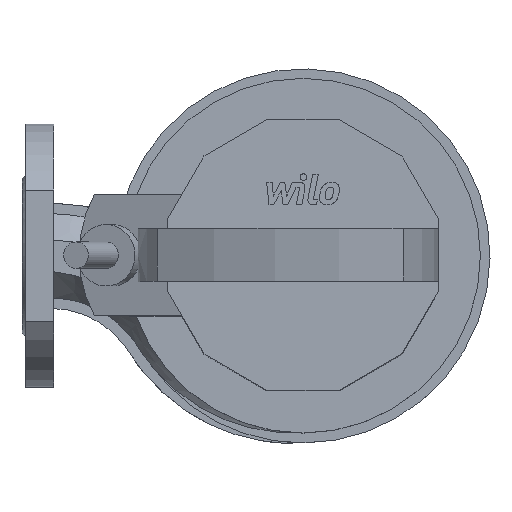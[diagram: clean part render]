
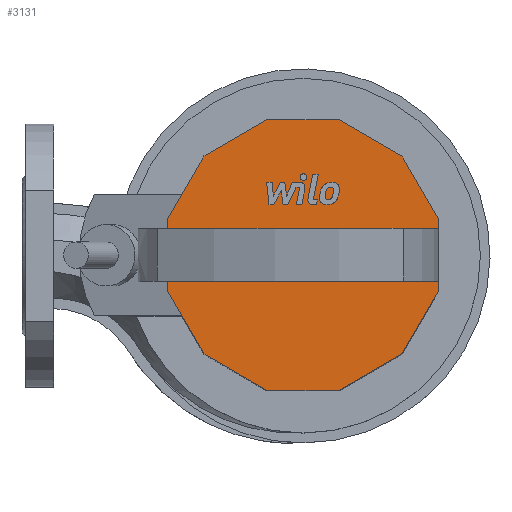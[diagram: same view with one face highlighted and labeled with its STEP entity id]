
A CAD part, top view. The second image highlights one B-rep face of the part: STEP entity #3131.
In plain terms, the highlighted planar face has unit normal (0, 0, 1).
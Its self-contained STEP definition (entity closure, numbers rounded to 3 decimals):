
#221=LINE('',#6325,#489);
#222=LINE('',#6333,#490);
#223=LINE('',#6342,#491);
#226=LINE('',#6354,#494);
#233=LINE('',#6403,#501);
#235=LINE('',#6407,#503);
#242=LINE('',#6428,#510);
#250=LINE('',#6445,#518);
#254=LINE('',#6452,#522);
#257=LINE('',#6458,#525);
#258=LINE('',#6463,#526);
#261=LINE('',#6469,#529);
#264=LINE('',#6475,#532);
#267=LINE('',#6481,#535);
#270=LINE('',#6486,#538);
#271=LINE('',#6488,#539);
#274=LINE('',#6494,#542);
#277=LINE('',#6500,#545);
#280=LINE('',#6506,#548);
#283=LINE('',#6511,#551);
#489=VECTOR('',#3800,4.475);
#490=VECTOR('',#3807,15.);
#491=VECTOR('',#3816,4.475);
#494=VECTOR('',#3825,15.);
#501=VECTOR('',#3846,30.);
#503=VECTOR('',#3852,30.);
#510=VECTOR('',#3871,5.632);
#518=VECTOR('',#3887,41.264);
#522=VECTOR('',#3893,5.632);
#525=VECTOR('',#3898,41.264);
#526=VECTOR('',#3905,41.264);
#529=VECTOR('',#3910,41.264);
#532=VECTOR('',#3915,41.264);
#535=VECTOR('',#3920,41.264);
#538=VECTOR('',#3925,5.632);
#539=VECTOR('',#3926,5.632);
#542=VECTOR('',#3931,41.264);
#545=VECTOR('',#3936,41.264);
#548=VECTOR('',#3941,41.264);
#551=VECTOR('',#3946,41.264);
#857=FACE_OUTER_BOUND('',#1049,.T.);
#1049=EDGE_LOOP('',(#2480,#2481,#2482,#2483,#2484,#2485,#2486,#2487,#2488,
#2489,#2490,#2491,#2492,#2493,#2494,#2495,#2496,#2497,#2498,#2499));
#1363=VERTEX_POINT('',#6322);
#1364=VERTEX_POINT('',#6324);
#1367=VERTEX_POINT('',#6330);
#1368=VERTEX_POINT('',#6332);
#1371=VERTEX_POINT('',#6340);
#1372=VERTEX_POINT('',#6341);
#1377=VERTEX_POINT('',#6351);
#1378=VERTEX_POINT('',#6353);
#1390=VERTEX_POINT('',#6427);
#1395=VERTEX_POINT('',#6444);
#1397=VERTEX_POINT('',#6450);
#1399=VERTEX_POINT('',#6456);
#1400=VERTEX_POINT('',#6462);
#1402=VERTEX_POINT('',#6468);
#1404=VERTEX_POINT('',#6474);
#1406=VERTEX_POINT('',#6480);
#1408=VERTEX_POINT('',#6487);
#1410=VERTEX_POINT('',#6493);
#1412=VERTEX_POINT('',#6499);
#1414=VERTEX_POINT('',#6505);
#1725=EDGE_CURVE('',#1364,#1363,#221,.T.);
#1729=EDGE_CURVE('',#1368,#1367,#222,.T.);
#1733=EDGE_CURVE('',#1371,#1372,#223,.T.);
#1739=EDGE_CURVE('',#1378,#1377,#226,.T.);
#1750=EDGE_CURVE('',#1372,#1364,#233,.T.);
#1752=EDGE_CURVE('',#1367,#1378,#235,.T.);
#1762=EDGE_CURVE('',#1371,#1390,#242,.T.);
#1770=EDGE_CURVE('',#1390,#1395,#250,.T.);
#1774=EDGE_CURVE('',#1397,#1363,#254,.T.);
#1777=EDGE_CURVE('',#1399,#1397,#257,.T.);
#1779=EDGE_CURVE('',#1395,#1400,#258,.T.);
#1782=EDGE_CURVE('',#1400,#1402,#261,.T.);
#1785=EDGE_CURVE('',#1402,#1404,#264,.T.);
#1788=EDGE_CURVE('',#1404,#1406,#267,.T.);
#1791=EDGE_CURVE('',#1406,#1377,#270,.T.);
#1792=EDGE_CURVE('',#1368,#1408,#271,.T.);
#1795=EDGE_CURVE('',#1408,#1410,#274,.T.);
#1798=EDGE_CURVE('',#1410,#1412,#277,.T.);
#1801=EDGE_CURVE('',#1412,#1414,#280,.T.);
#1804=EDGE_CURVE('',#1414,#1399,#283,.T.);
#2480=ORIENTED_EDGE('',*,*,#1739,.T.);
#2481=ORIENTED_EDGE('',*,*,#1791,.F.);
#2482=ORIENTED_EDGE('',*,*,#1788,.F.);
#2483=ORIENTED_EDGE('',*,*,#1785,.F.);
#2484=ORIENTED_EDGE('',*,*,#1782,.F.);
#2485=ORIENTED_EDGE('',*,*,#1779,.F.);
#2486=ORIENTED_EDGE('',*,*,#1770,.F.);
#2487=ORIENTED_EDGE('',*,*,#1762,.F.);
#2488=ORIENTED_EDGE('',*,*,#1733,.T.);
#2489=ORIENTED_EDGE('',*,*,#1750,.T.);
#2490=ORIENTED_EDGE('',*,*,#1725,.T.);
#2491=ORIENTED_EDGE('',*,*,#1774,.F.);
#2492=ORIENTED_EDGE('',*,*,#1777,.F.);
#2493=ORIENTED_EDGE('',*,*,#1804,.F.);
#2494=ORIENTED_EDGE('',*,*,#1801,.F.);
#2495=ORIENTED_EDGE('',*,*,#1798,.F.);
#2496=ORIENTED_EDGE('',*,*,#1795,.F.);
#2497=ORIENTED_EDGE('',*,*,#1792,.F.);
#2498=ORIENTED_EDGE('',*,*,#1729,.T.);
#2499=ORIENTED_EDGE('',*,*,#1752,.T.);
#2991=PLANE('',#3389);
#3131=ADVANCED_FACE('',(#857),#2991,.T.);
#3389=AXIS2_PLACEMENT_3D('',#6513,#3948,#3949);
#3800=DIRECTION('',(-1.,0.,0.));
#3807=DIRECTION('',(-1.,0.,0.));
#3816=DIRECTION('',(1.,0.,0.));
#3825=DIRECTION('',(1.,0.,0.));
#3846=DIRECTION('',(0.,-1.,0.));
#3852=DIRECTION('',(0.,1.,0.));
#3871=DIRECTION('',(0.,1.,0.));
#3887=DIRECTION('',(0.5,0.866,0.));
#3893=DIRECTION('',(0.,1.,0.));
#3898=DIRECTION('',(-0.5,0.866,0.));
#3905=DIRECTION('',(0.866,0.5,0.));
#3910=DIRECTION('',(1.,0.,0.));
#3915=DIRECTION('',(0.866,-0.5,0.));
#3920=DIRECTION('',(0.5,-0.866,0.));
#3925=DIRECTION('',(0.,-1.,0.));
#3926=DIRECTION('',(0.,-1.,0.));
#3931=DIRECTION('',(-0.5,-0.866,0.));
#3936=DIRECTION('',(-0.866,-0.5,0.));
#3941=DIRECTION('',(-1.,0.,0.));
#3946=DIRECTION('',(-0.866,0.5,0.));
#3948=DIRECTION('center_axis',(0.,0.,1.));
#3949=DIRECTION('ref_axis',(1.,0.,0.));
#6322=CARTESIAN_POINT('',(83.,-15.,311.));
#6324=CARTESIAN_POINT('',(87.475,-15.,311.));
#6325=CARTESIAN_POINT('',(146.561,-15.,311.));
#6330=CARTESIAN_POINT('',(222.,-15.,311.));
#6332=CARTESIAN_POINT('',(237.,-15.,311.));
#6333=CARTESIAN_POINT('',(146.561,-15.,311.));
#6340=CARTESIAN_POINT('',(83.,15.,311.));
#6341=CARTESIAN_POINT('',(87.475,15.,311.));
#6342=CARTESIAN_POINT('',(146.561,15.,311.));
#6351=CARTESIAN_POINT('',(237.,15.,311.));
#6353=CARTESIAN_POINT('',(222.,15.,311.));
#6354=CARTESIAN_POINT('',(146.561,15.,311.));
#6403=CARTESIAN_POINT('',(87.475,0.,311.));
#6407=CARTESIAN_POINT('',(222.,0.,311.));
#6427=CARTESIAN_POINT('',(83.,20.632,311.));
#6428=CARTESIAN_POINT('',(83.,-20.632,311.));
#6444=CARTESIAN_POINT('',(103.632,56.368,311.));
#6445=CARTESIAN_POINT('',(83.,20.632,311.));
#6450=CARTESIAN_POINT('',(83.,-20.632,311.));
#6452=CARTESIAN_POINT('',(83.,-20.632,311.));
#6456=CARTESIAN_POINT('',(103.632,-56.368,311.));
#6458=CARTESIAN_POINT('',(103.632,-56.368,311.));
#6462=CARTESIAN_POINT('',(139.368,77.,311.));
#6463=CARTESIAN_POINT('',(103.632,56.368,311.));
#6468=CARTESIAN_POINT('',(180.632,77.,311.));
#6469=CARTESIAN_POINT('',(139.368,77.,311.));
#6474=CARTESIAN_POINT('',(216.368,56.368,311.));
#6475=CARTESIAN_POINT('',(180.632,77.,311.));
#6480=CARTESIAN_POINT('',(237.,20.632,311.));
#6481=CARTESIAN_POINT('',(216.368,56.368,311.));
#6486=CARTESIAN_POINT('',(237.,20.632,311.));
#6487=CARTESIAN_POINT('',(237.,-20.632,311.));
#6488=CARTESIAN_POINT('',(237.,20.632,311.));
#6493=CARTESIAN_POINT('',(216.368,-56.368,311.));
#6494=CARTESIAN_POINT('',(237.,-20.632,311.));
#6499=CARTESIAN_POINT('',(180.632,-77.,311.));
#6500=CARTESIAN_POINT('',(216.368,-56.368,311.));
#6505=CARTESIAN_POINT('',(139.368,-77.,311.));
#6506=CARTESIAN_POINT('',(180.632,-77.,311.));
#6511=CARTESIAN_POINT('',(139.368,-77.,311.));
#6513=CARTESIAN_POINT('Origin',(160.,0.,311.));
